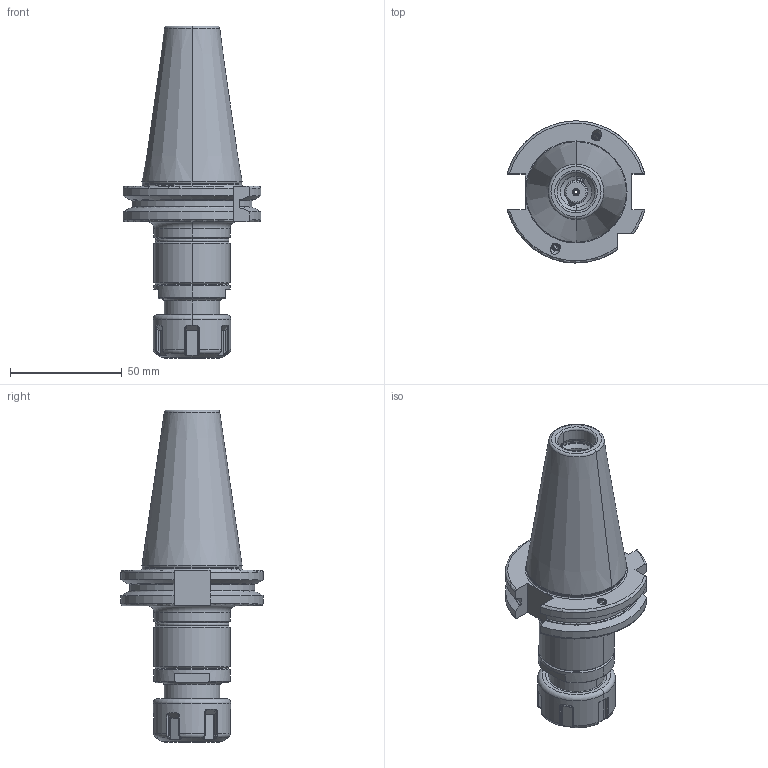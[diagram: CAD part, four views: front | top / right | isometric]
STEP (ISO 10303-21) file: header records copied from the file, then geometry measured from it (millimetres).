
FILE_DESCRIPTION((''),'2;1');
FILE_NAME('403_16_02_13','2020-09-22T',('104091'),(''),'CREO PARAMETRIC BY PTC INC, 2016260','CREO PARAMETRIC BY PTC INC, 2016260','');
FILE_SCHEMA(('CONFIG_CONTROL_DESIGN'));
Length unit declared in the file: millimetre
Products named in the file (1): 403_16_02_13
Bounding box: 61.48 x 63.54 x 148.4 mm (x, y, z)
Volume: 141936.7 mm3; surface area: 35360.4 mm2
Topology: 3 solids, 3 shells, 410 faces, 980 edges, 585 vertices
Faces by surface type: cylinder 105, plane 99, cone 70, bspline 62, torus 62, sphere 12
Entity records: 14805 total; most frequent: CARTESIAN_POINT 5738, ORIENTED_EDGE 1948, DIRECTION 1774, EDGE_CURVE 974, AXIS2_PLACEMENT_3D 696, VERTEX_POINT 585, EDGE_LOOP 435, FACE_OUTER_BOUND 410
